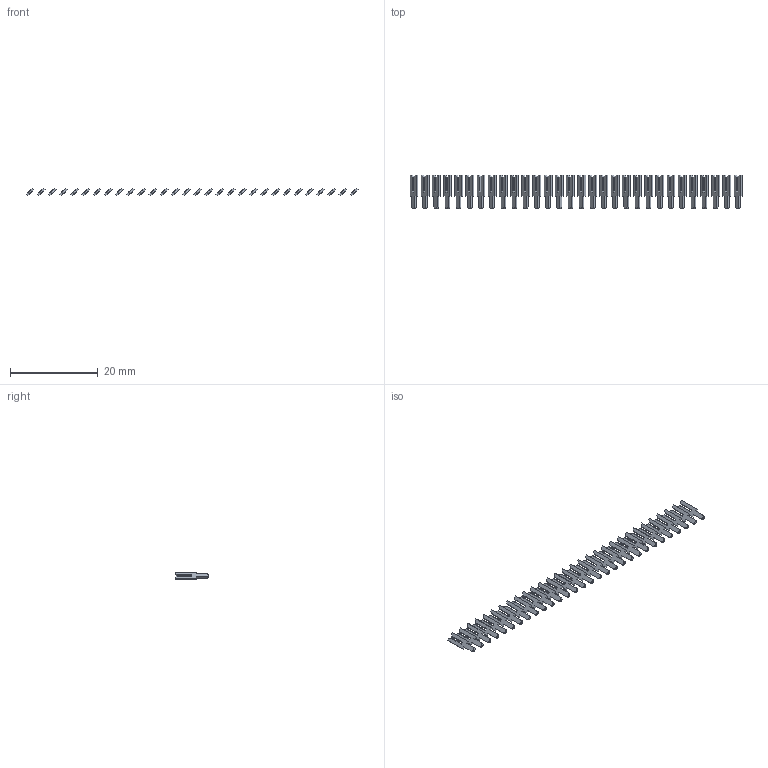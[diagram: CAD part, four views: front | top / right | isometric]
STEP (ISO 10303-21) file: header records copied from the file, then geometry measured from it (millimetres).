
FILE_DESCRIPTION (( 'STEP AP203' ), '1' );
FILE_NAME ('106-030-253-100.STEP', '2020-04-16T21:34:37', ( '' ), ( '' ), 'SwSTEP 2.0', 'SolidWorks 2016', '' );
FILE_SCHEMA (( 'CONFIG_CONTROL_DESIGN' ));
Length unit declared in the file: inch
Products named in the file (2): 106-030-253-100; 100-290-001_100-290-253
Assembly tree (30 placements, depth 2):
  106-030-253-100
    100-290-001_100-290-253  x30
Bounding box: 75.46 x 7.62 x 1.8 mm (x, y, z)
Volume: 165.5 mm3; surface area: 1032.2 mm2
Topology: 30 solids, 30 shells, 600 faces, 1620 edges, 1080 vertices
Faces by surface type: plane 570, cylinder 30
Entity records: 1748 total; most frequent: DIRECTION 162, CARTESIAN_POINT 143, ORIENTED_EDGE 108, DATE_AND_TIME 70, CALENDAR_DATE 70, COORDINATED_UNIVERSAL_TIME_OFFSET 70, LOCAL_TIME 70, AXIS2_PLACEMENT_3D 55
